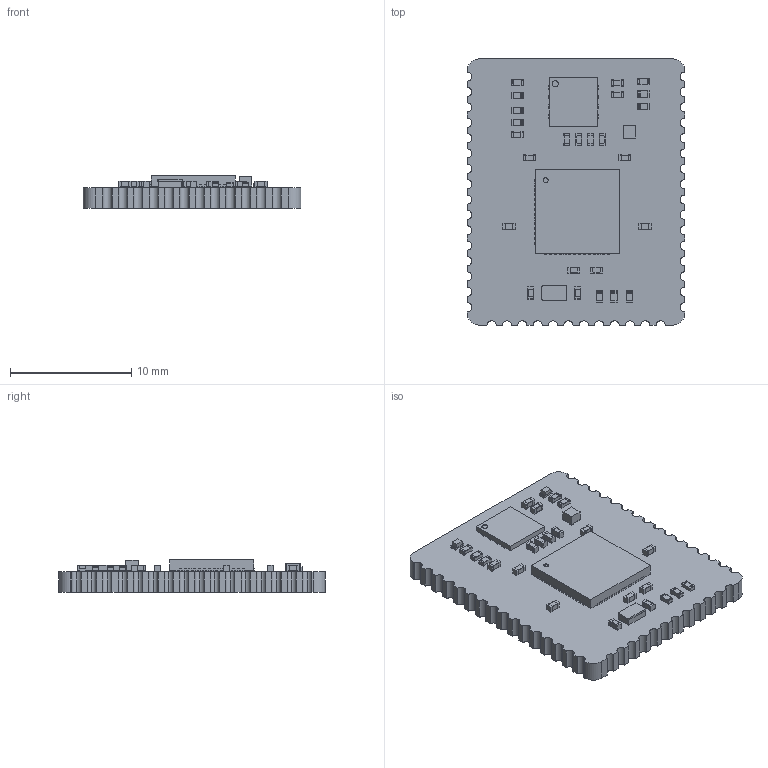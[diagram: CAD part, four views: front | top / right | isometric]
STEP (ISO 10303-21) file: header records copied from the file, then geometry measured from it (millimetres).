
FILE_DESCRIPTION(('KiCad electronic assembly'),'2;1');
FILE_NAME('Pop-In RP2040.step','2023-07-09T01:30:58',('Pcbnew'),('Kicad' ),'Open CASCADE STEP processor 7.5','KiCad to STEP converter', 'Unknown');
FILE_SCHEMA(('AUTOMOTIVE_DESIGN { 1 0 10303 214 1 1 1 1 }'));
Length unit declared in the file: millimetre
Products named in the file (16): Pop-In RP2040 1; C_0402_1005Metric; SOLID; W25Q32JVXGIQ_TR; COMPOUND; LED_0402_1005Metric; Crystal_SMD_MicroCrystal_CC8V-T1A-2Pin_2.0x1.2mm; R_0402_1005Metric; QFN-56-1EP_7x7mm_P0.4mm_EP3.2x3.2mm; XL-1010RGBC-WS2812B; _autosave-Pop-In RP2040 PCB
Assembly tree (37 placements, depth 3):
  Pop-In RP2040 1
    C_0402_1005Metric  x15
      SOLID
    W25Q32JVXGIQ_TR
      COMPOUND
    LED_0402_1005Metric  x2
      SOLID
    Crystal_SMD_MicroCrystal_CC8V-T1A-2Pin_2.0x1.2mm
      SOLID
    R_0402_1005Metric  x8
      SOLID
    QFN-56-1EP_7x7mm_P0.4mm_EP3.2x3.2mm
      SOLID
    XL-1010RGBC-WS2812B
      COMPOUND
    _autosave-Pop-In RP2040 PCB
Bounding box: 17.98 x 22 x 2.69 mm (x, y, z)
Volume: 709.8 mm3; surface area: 1189 mm2
Topology: 43 solids, 43 shells, 1312 faces, 3527 edges, 2342 vertices
Faces by surface type: plane 974, cylinder 338
Full cylindrical faces by diameter (mm): 0.4 x1, 0.5 x1
Entity records: 48009 total; most frequent: CARTESIAN_POINT 8178, DIRECTION 7173, LINE 5138, VECTOR 5138, ORIENTED_EDGE 3820, PCURVE 3820, DEFINITIONAL_REPRESENTATION 3820, EDGE_CURVE 1910
